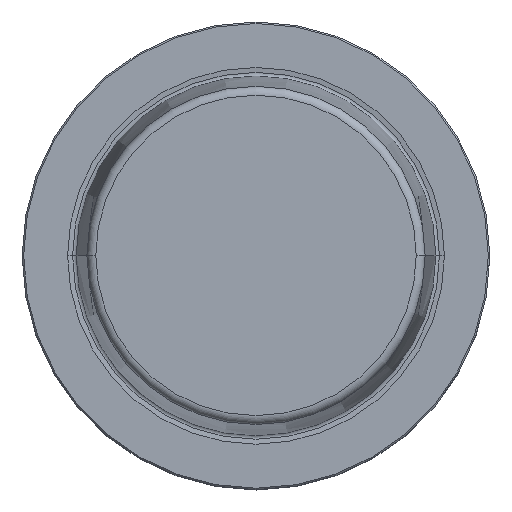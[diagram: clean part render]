
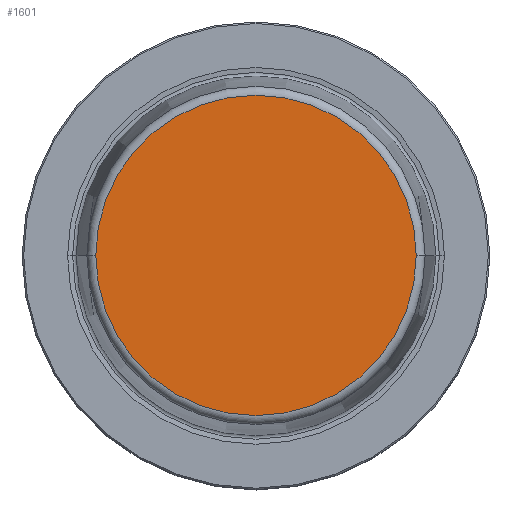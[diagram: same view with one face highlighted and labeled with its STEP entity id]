
A CAD part, top view. The second image highlights one B-rep face of the part: STEP entity #1601.
In plain terms, the highlighted planar face has unit normal (0, 0, 1).
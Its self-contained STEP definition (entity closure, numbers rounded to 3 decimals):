
#778=CARTESIAN_POINT('',(0.,0.,31.9));
#779=DIRECTION('',(0.,0.,1.));
#780=DIRECTION('',(1.,0.,0.));
#781=AXIS2_PLACEMENT_3D('',#778,#779,#780);
#786=CARTESIAN_POINT('',(0.,0.,31.9));
#787=DIRECTION('',(0.,0.,-1.));
#788=DIRECTION('',(1.,0.,0.));
#789=AXIS2_PLACEMENT_3D('',#786,#787,#788);
#1110=CARTESIAN_POINT('',(21.581,0.,31.9));
#1111=VERTEX_POINT('',#1110);
#1126=CARTESIAN_POINT('',(-21.581,0.,31.9));
#1127=VERTEX_POINT('',#1126);
#1592=CARTESIAN_POINT('',(0.,0.,31.9));
#1593=DIRECTION('',(0.,0.,-1.));
#1594=DIRECTION('',(-1.,0.,0.));
#1595=AXIS2_PLACEMENT_3D('',#1592,#1593,#1594);
#1596=PLANE('',#1595);
#1597=ORIENTED_EDGE('',*,*,#1585,.F.);
#1598=ORIENTED_EDGE('',*,*,#1574,.T.);
#1599=EDGE_LOOP('',(#1597,#1598));
#1600=FACE_OUTER_BOUND('',#1599,.F.);
#1601=ADVANCED_FACE('',(#1600),#1596,.F.);
#782=CIRCLE('',#781,21.581);
#790=CIRCLE('',#789,21.581);
#1574=EDGE_CURVE('',#1111,#1127,#790,.T.);
#1585=EDGE_CURVE('',#1111,#1127,#782,.T.);
